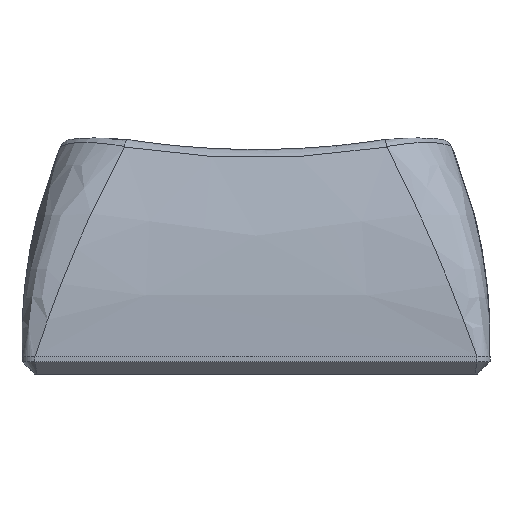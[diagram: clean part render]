
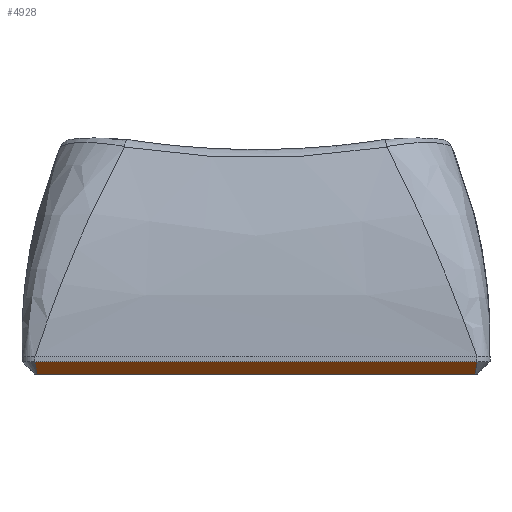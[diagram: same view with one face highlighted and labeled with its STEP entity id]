
A CAD part, front view. The second image highlights one B-rep face of the part: STEP entity #4928.
In plain terms, the highlighted planar face has unit normal (0, -0.707, -0.707).
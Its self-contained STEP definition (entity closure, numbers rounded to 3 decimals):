
#720 = PLANE('',#721);
#721 = AXIS2_PLACEMENT_3D('',#722,#723,#724);
#722 = CARTESIAN_POINT('',(-8.5,-9.,0.672));
#723 = DIRECTION('',(0.,-1.,0.));
#724 = DIRECTION('',(1.,0.,0.));
#1973 = VERTEX_POINT('',#1974);
#1974 = CARTESIAN_POINT('',(-8.5,-9.,0.48));
#2000 = EDGE_CURVE('',#1973,#2001,#2003,.T.);
#2001 = VERTEX_POINT('',#2002);
#2002 = CARTESIAN_POINT('',(8.5,-9.,0.48));
#2003 = SURFACE_CURVE('',#2004,(#2008,#2015),.PCURVE_S1.);
#2004 = LINE('',#2005,#2006);
#2005 = CARTESIAN_POINT('',(-8.5,-9.,0.48));
#2006 = VECTOR('',#2007,1.);
#2007 = DIRECTION('',(1.,0.,0.));
#2008 = PCURVE('',#720,#2009);
#2009 = DEFINITIONAL_REPRESENTATION('',(#2010),#2014);
#2010 = LINE('',#2011,#2012);
#2011 = CARTESIAN_POINT('',(0.,-0.192));
#2012 = VECTOR('',#2013,1.);
#2013 = DIRECTION('',(1.,0.));
#2014 = ( GEOMETRIC_REPRESENTATION_CONTEXT(2) 
PARAMETRIC_REPRESENTATION_CONTEXT() REPRESENTATION_CONTEXT('2D SPACE',''
  ) );
#2015 = PCURVE('',#2016,#2021);
#2016 = PLANE('',#2017);
#2017 = AXIS2_PLACEMENT_3D('',#2018,#2019,#2020);
#2018 = CARTESIAN_POINT('',(-8.5,-8.76,0.24));
#2019 = DIRECTION('',(0.,0.707,0.707)
  );
#2020 = DIRECTION('',(1.,0.,0.));
#2021 = DEFINITIONAL_REPRESENTATION('',(#2022),#2026);
#2022 = LINE('',#2023,#2024);
#2023 = CARTESIAN_POINT('',(0.,-0.339));
#2024 = VECTOR('',#2025,1.);
#2025 = DIRECTION('',(1.,0.));
#2026 = ( GEOMETRIC_REPRESENTATION_CONTEXT(2) 
PARAMETRIC_REPRESENTATION_CONTEXT() REPRESENTATION_CONTEXT('2D SPACE',''
  ) );
#3188 = CONICAL_SURFACE('',#3189,0.7,0.785);
#3189 = AXIS2_PLACEMENT_3D('',#3190,#3191,#3192);
#3190 = CARTESIAN_POINT('',(8.323,-8.323,0.48));
#3191 = DIRECTION('',(-0.,-0.,1.));
#3192 = DIRECTION('',(0.967,-0.253,0.));
#4928 = ADVANCED_FACE('',(#4929),#2016,.F.);
#4929 = FACE_BOUND('',#4930,.F.);
#4930 = EDGE_LOOP('',(#4931,#4966,#4967,#4997));
#4931 = ORIENTED_EDGE('',*,*,#4932,.F.);
#4932 = EDGE_CURVE('',#1973,#4933,#4935,.T.);
#4933 = VERTEX_POINT('',#4934);
#4934 = CARTESIAN_POINT('',(-8.42,-8.52,0.));
#4935 = SURFACE_CURVE('',#4936,(#4941,#4948),.PCURVE_S1.);
#4936 = PARABOLA('',#4937,0.008);
#4937 = AXIS2_PLACEMENT_3D('',#4938,#4939,#4940);
#4938 = CARTESIAN_POINT('',(-8.323,-8.311,
    -0.209));
#4939 = DIRECTION('',(0.,0.707,0.707)
  );
#4940 = DIRECTION('',(0.,-0.707,0.707)
  );
#4941 = PCURVE('',#2016,#4942);
#4942 = DEFINITIONAL_REPRESENTATION('',(#4943),#4947);
#4943 = B_SPLINE_CURVE_WITH_KNOTS('',2,(#4944,#4945,#4946),
  .UNSPECIFIED.,.F.,.F.,(3,3),(-0.177,-0.098),
  .PIECEWISE_BEZIER_KNOTS.);
#4944 = CARTESIAN_POINT('',(0.,-0.339));
#4945 = CARTESIAN_POINT('',(0.04,0.098));
#4946 = CARTESIAN_POINT('',(0.08,0.339));
#4947 = ( GEOMETRIC_REPRESENTATION_CONTEXT(2) 
PARAMETRIC_REPRESENTATION_CONTEXT() REPRESENTATION_CONTEXT('2D SPACE',''
  ) );
#4948 = PCURVE('',#4949,#4954);
#4949 = CONICAL_SURFACE('',#4950,0.7,0.785);
#4950 = AXIS2_PLACEMENT_3D('',#4951,#4952,#4953);
#4951 = CARTESIAN_POINT('',(-8.323,-8.323,0.48));
#4952 = DIRECTION('',(-0.,-0.,1.));
#4953 = DIRECTION('',(-0.253,-0.967,-0.));
#4954 = DEFINITIONAL_REPRESENTATION('',(#4955),#4965);
#4955 = B_SPLINE_CURVE_WITH_KNOTS('',8,(#4956,#4957,#4958,#4959,#4960,
    #4961,#4962,#4963,#4964),.UNSPECIFIED.,.F.,.F.,(9,9),(
    -0.177,-0.098),.PIECEWISE_BEZIER_KNOTS.);
#4956 = CARTESIAN_POINT('',(0.,0.));
#4957 = CARTESIAN_POINT('',(-0.014,-0.077));
#4958 = CARTESIAN_POINT('',(-0.03,-0.15));
#4959 = CARTESIAN_POINT('',(-0.048,-0.217));
#4960 = CARTESIAN_POINT('',(-0.069,-0.28));
#4961 = CARTESIAN_POINT('',(-0.094,-0.337));
#4962 = CARTESIAN_POINT('',(-0.123,-0.39));
#4963 = CARTESIAN_POINT('',(-0.158,-0.437));
#4964 = CARTESIAN_POINT('',(-0.203,-0.48));
#4965 = ( GEOMETRIC_REPRESENTATION_CONTEXT(2) 
PARAMETRIC_REPRESENTATION_CONTEXT() REPRESENTATION_CONTEXT('2D SPACE',''
  ) );
#4966 = ORIENTED_EDGE('',*,*,#2000,.T.);
#4967 = ORIENTED_EDGE('',*,*,#4968,.T.);
#4968 = EDGE_CURVE('',#2001,#4969,#4971,.T.);
#4969 = VERTEX_POINT('',#4970);
#4970 = CARTESIAN_POINT('',(8.42,-8.52,0.));
#4971 = SURFACE_CURVE('',#4972,(#4977,#4984),.PCURVE_S1.);
#4972 = PARABOLA('',#4973,0.008);
#4973 = AXIS2_PLACEMENT_3D('',#4974,#4975,#4976);
#4974 = CARTESIAN_POINT('',(8.323,-8.311,
    -0.209));
#4975 = DIRECTION('',(0.,-0.707,-0.707
    ));
#4976 = DIRECTION('',(0.,-0.707,0.707)
  );
#4977 = PCURVE('',#2016,#4978);
#4978 = DEFINITIONAL_REPRESENTATION('',(#4979),#4983);
#4979 = B_SPLINE_CURVE_WITH_KNOTS('',2,(#4980,#4981,#4982),
  .UNSPECIFIED.,.F.,.F.,(3,3),(-0.177,-0.098),
  .PIECEWISE_BEZIER_KNOTS.);
#4980 = CARTESIAN_POINT('',(17.,-0.339));
#4981 = CARTESIAN_POINT('',(16.96,0.098));
#4982 = CARTESIAN_POINT('',(16.92,0.339));
#4983 = ( GEOMETRIC_REPRESENTATION_CONTEXT(2) 
PARAMETRIC_REPRESENTATION_CONTEXT() REPRESENTATION_CONTEXT('2D SPACE',''
  ) );
#4984 = PCURVE('',#3188,#4985);
#4985 = DEFINITIONAL_REPRESENTATION('',(#4986),#4996);
#4986 = B_SPLINE_CURVE_WITH_KNOTS('',8,(#4987,#4988,#4989,#4990,#4991,
    #4992,#4993,#4994,#4995),.UNSPECIFIED.,.F.,.F.,(9,9),(
    -0.177,-0.098),.PIECEWISE_BEZIER_KNOTS.);
#4987 = CARTESIAN_POINT('',(-1.059,0.));
#4988 = CARTESIAN_POINT('',(-1.045,-0.077));
#4989 = CARTESIAN_POINT('',(-1.029,-0.15));
#4990 = CARTESIAN_POINT('',(-1.01,-0.217));
#4991 = CARTESIAN_POINT('',(-0.99,-0.28));
#4992 = CARTESIAN_POINT('',(-0.965,-0.337));
#4993 = CARTESIAN_POINT('',(-0.936,-0.39));
#4994 = CARTESIAN_POINT('',(-0.901,-0.437));
#4995 = CARTESIAN_POINT('',(-0.856,-0.48));
#4996 = ( GEOMETRIC_REPRESENTATION_CONTEXT(2) 
PARAMETRIC_REPRESENTATION_CONTEXT() REPRESENTATION_CONTEXT('2D SPACE',''
  ) );
#4997 = ORIENTED_EDGE('',*,*,#4998,.F.);
#4998 = EDGE_CURVE('',#4933,#4969,#4999,.T.);
#4999 = SURFACE_CURVE('',#5000,(#5004,#5011),.PCURVE_S1.);
#5000 = LINE('',#5001,#5002);
#5001 = CARTESIAN_POINT('',(-8.5,-8.52,0.));
#5002 = VECTOR('',#5003,1.);
#5003 = DIRECTION('',(1.,0.,0.));
#5004 = PCURVE('',#2016,#5005);
#5005 = DEFINITIONAL_REPRESENTATION('',(#5006),#5010);
#5006 = LINE('',#5007,#5008);
#5007 = CARTESIAN_POINT('',(0.,0.339));
#5008 = VECTOR('',#5009,1.);
#5009 = DIRECTION('',(1.,0.));
#5010 = ( GEOMETRIC_REPRESENTATION_CONTEXT(2) 
PARAMETRIC_REPRESENTATION_CONTEXT() REPRESENTATION_CONTEXT('2D SPACE',''
  ) );
#5011 = PCURVE('',#5012,#5017);
#5012 = PLANE('',#5013);
#5013 = AXIS2_PLACEMENT_3D('',#5014,#5015,#5016);
#5014 = CARTESIAN_POINT('',(8.5,9.,0.));
#5015 = DIRECTION('',(0.,0.,-1.));
#5016 = DIRECTION('',(-1.,0.,0.));
#5017 = DEFINITIONAL_REPRESENTATION('',(#5018),#5022);
#5018 = LINE('',#5019,#5020);
#5019 = CARTESIAN_POINT('',(17.,-17.52));
#5020 = VECTOR('',#5021,1.);
#5021 = DIRECTION('',(-1.,0.));
#5022 = ( GEOMETRIC_REPRESENTATION_CONTEXT(2) 
PARAMETRIC_REPRESENTATION_CONTEXT() REPRESENTATION_CONTEXT('2D SPACE',''
  ) );
